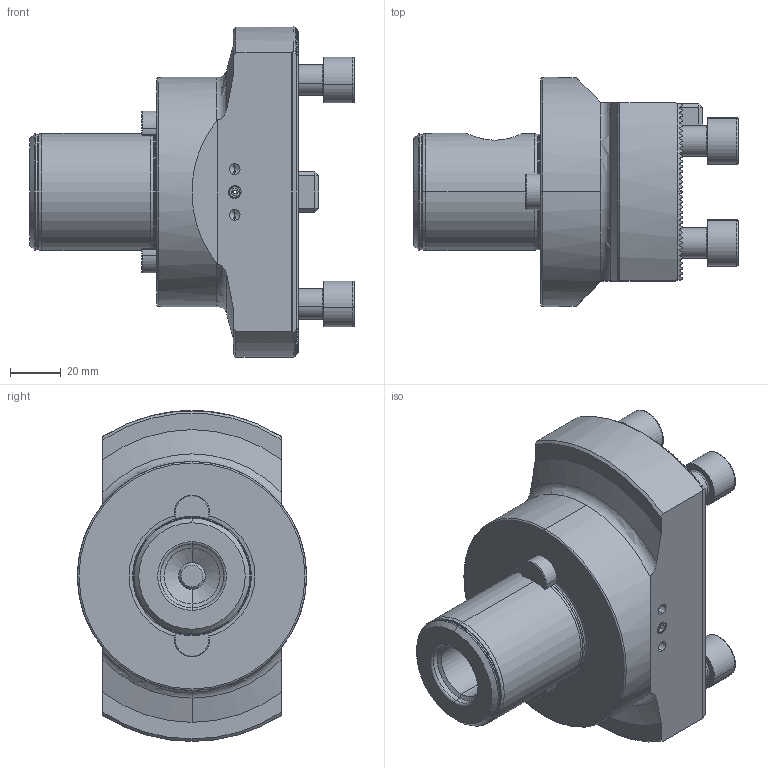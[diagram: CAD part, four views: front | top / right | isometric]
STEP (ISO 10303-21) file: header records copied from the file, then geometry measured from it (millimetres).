
FILE_DESCRIPTION (( 'STEP AP203' ), '1' );
FILE_NAME ('ST7-Ko1.K01.055.STEP', '2016-02-12T11:57:11', ( 'SWIAdmin' ), ( 'Hewlett-Packard Company' ), 'SwSTEP 2.0', 'SolidWorks 2015', '' );
FILE_SCHEMA (( 'CONFIG_CONTROL_DESIGN' ));
Length unit declared in the file: millimetre
Products named in the file (8): ST7-ER2.001.014_A; DIN 908 - M12x1.5; ISO 4026 - M5 x 8_ISO 4026 - M5 x 8; ST7-Ko1.K01.055; ST7-Ko1.K01.055_A; Ko1-ER1.001.016_A; ISO 4762 - M6 x 16; ISO 4762 - M12 x 25
Assembly tree (12 placements, depth 2):
  ST7-Ko1.K01.055
    ST7-Ko1.K01.055_A
    Ko1-ER1.001.016_A
    ISO 4762 - M6 x 16
    ISO 4762 - M12 x 25  x4
    ST7-ER2.001.014_A  x2
    DIN 908 - M12x1.5
    ISO 4026 - M5 x 8_ISO 4026 - M5 x 8  x2
Bounding box: 127.54 x 90 x 130 mm (x, y, z)
Volume: 459721.3 mm3; surface area: 74722.7 mm2
Topology: 12 solids, 12 shells, 888 faces, 2356 edges, 1476 vertices
Faces by surface type: plane 480, cylinder 215, cone 142, torus 49, bspline 2
Entity records: 27504 total; most frequent: CARTESIAN_POINT 8179, ORIENTED_EDGE 4128, DIRECTION 3482, EDGE_CURVE 2064, VERTEX_POINT 1327, AXIS2_PLACEMENT_3D 1320, LINE 842, VECTOR 842
